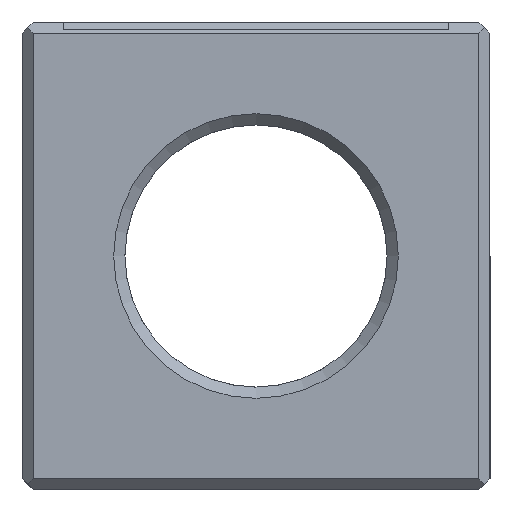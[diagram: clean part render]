
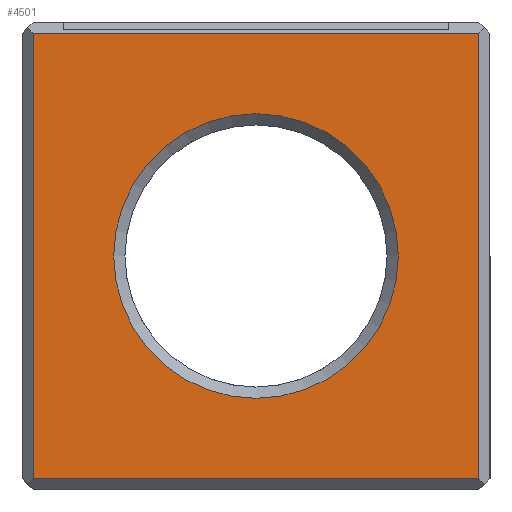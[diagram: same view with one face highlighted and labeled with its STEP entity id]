
A CAD part, left-side view. The second image highlights one B-rep face of the part: STEP entity #4501.
In plain terms, the highlighted planar face has unit normal (-1, 0, 0).
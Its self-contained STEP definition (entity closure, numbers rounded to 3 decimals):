
#72 = PLANE('',#73);
#73 = AXIS2_PLACEMENT_3D('',#74,#75,#76);
#74 = CARTESIAN_POINT('',(0.,0.,0.3));
#75 = DIRECTION('',(-0.707,0.,-0.707)
  );
#76 = DIRECTION('',(0.707,0.,-0.707));
#957 = PLANE('',#958);
#958 = AXIS2_PLACEMENT_3D('',#959,#960,#961);
#959 = CARTESIAN_POINT('',(0.3,12.5,0.));
#960 = DIRECTION('',(0.707,-0.707,0.));
#961 = DIRECTION('',(-0.707,-0.707,0.));
#1188 = PLANE('',#1189);
#1189 = AXIS2_PLACEMENT_3D('',#1190,#1191,#1192);
#1190 = CARTESIAN_POINT('',(0.3,0.,0.));
#1191 = DIRECTION('',(-0.707,-0.707,0.));
#1192 = DIRECTION('',(-0.707,0.707,0.));
#1256 = VERTEX_POINT('',#1257);
#1257 = CARTESIAN_POINT('',(0.,0.3,0.3));
#1278 = EDGE_CURVE('',#1256,#1279,#1281,.T.);
#1279 = VERTEX_POINT('',#1280);
#1280 = CARTESIAN_POINT('',(0.,12.2,0.3));
#1281 = SURFACE_CURVE('',#1282,(#1286,#1293),.PCURVE_S1.);
#1282 = LINE('',#1283,#1284);
#1283 = CARTESIAN_POINT('',(0.,0.,0.3));
#1284 = VECTOR('',#1285,1.);
#1285 = DIRECTION('',(0.,1.,0.));
#1286 = PCURVE('',#72,#1287);
#1287 = DEFINITIONAL_REPRESENTATION('',(#1288),#1292);
#1288 = LINE('',#1289,#1290);
#1289 = CARTESIAN_POINT('',(0.,0.));
#1290 = VECTOR('',#1291,1.);
#1291 = DIRECTION('',(0.,-1.));
#1292 = ( GEOMETRIC_REPRESENTATION_CONTEXT(2) 
PARAMETRIC_REPRESENTATION_CONTEXT() REPRESENTATION_CONTEXT('2D SPACE',''
  ) );
#1293 = PCURVE('',#1294,#1299);
#1294 = PLANE('',#1295);
#1295 = AXIS2_PLACEMENT_3D('',#1296,#1297,#1298);
#1296 = CARTESIAN_POINT('',(0.,12.5,0.));
#1297 = DIRECTION('',(1.,0.,0.));
#1298 = DIRECTION('',(0.,-1.,0.));
#1299 = DEFINITIONAL_REPRESENTATION('',(#1300),#1304);
#1300 = LINE('',#1301,#1302);
#1301 = CARTESIAN_POINT('',(12.5,-0.3));
#1302 = VECTOR('',#1303,1.);
#1303 = DIRECTION('',(-1.,0.));
#1304 = ( GEOMETRIC_REPRESENTATION_CONTEXT(2) 
PARAMETRIC_REPRESENTATION_CONTEXT() REPRESENTATION_CONTEXT('2D SPACE',''
  ) );
#3403 = VERTEX_POINT('',#3404);
#3404 = CARTESIAN_POINT('',(0.,12.2,12.2));
#3418 = PLANE('',#3419);
#3419 = AXIS2_PLACEMENT_3D('',#3420,#3421,#3422);
#3420 = CARTESIAN_POINT('',(0.3,0.,12.5));
#3421 = DIRECTION('',(-0.707,0.,0.707
    ));
#3422 = DIRECTION('',(-0.707,0.,-0.707
    ));
#3430 = EDGE_CURVE('',#1279,#3403,#3431,.T.);
#3431 = SURFACE_CURVE('',#3432,(#3436,#3443),.PCURVE_S1.);
#3432 = LINE('',#3433,#3434);
#3433 = CARTESIAN_POINT('',(0.,12.2,0.));
#3434 = VECTOR('',#3435,1.);
#3435 = DIRECTION('',(0.,0.,1.));
#3436 = PCURVE('',#957,#3437);
#3437 = DEFINITIONAL_REPRESENTATION('',(#3438),#3442);
#3438 = LINE('',#3439,#3440);
#3439 = CARTESIAN_POINT('',(0.424,0.));
#3440 = VECTOR('',#3441,1.);
#3441 = DIRECTION('',(0.,-1.));
#3442 = ( GEOMETRIC_REPRESENTATION_CONTEXT(2) 
PARAMETRIC_REPRESENTATION_CONTEXT() REPRESENTATION_CONTEXT('2D SPACE',''
  ) );
#3443 = PCURVE('',#1294,#3444);
#3444 = DEFINITIONAL_REPRESENTATION('',(#3445),#3449);
#3445 = LINE('',#3446,#3447);
#3446 = CARTESIAN_POINT('',(0.3,0.));
#3447 = VECTOR('',#3448,1.);
#3448 = DIRECTION('',(0.,-1.));
#3449 = ( GEOMETRIC_REPRESENTATION_CONTEXT(2) 
PARAMETRIC_REPRESENTATION_CONTEXT() REPRESENTATION_CONTEXT('2D SPACE',''
  ) );
#4458 = VERTEX_POINT('',#4459);
#4459 = CARTESIAN_POINT('',(0.,0.3,12.2));
#4480 = EDGE_CURVE('',#1256,#4458,#4481,.T.);
#4481 = SURFACE_CURVE('',#4482,(#4486,#4493),.PCURVE_S1.);
#4482 = LINE('',#4483,#4484);
#4483 = CARTESIAN_POINT('',(0.,0.3,0.));
#4484 = VECTOR('',#4485,1.);
#4485 = DIRECTION('',(0.,0.,1.));
#4486 = PCURVE('',#1188,#4487);
#4487 = DEFINITIONAL_REPRESENTATION('',(#4488),#4492);
#4488 = LINE('',#4489,#4490);
#4489 = CARTESIAN_POINT('',(0.424,0.));
#4490 = VECTOR('',#4491,1.);
#4491 = DIRECTION('',(0.,-1.));
#4492 = ( GEOMETRIC_REPRESENTATION_CONTEXT(2) 
PARAMETRIC_REPRESENTATION_CONTEXT() REPRESENTATION_CONTEXT('2D SPACE',''
  ) );
#4493 = PCURVE('',#1294,#4494);
#4494 = DEFINITIONAL_REPRESENTATION('',(#4495),#4499);
#4495 = LINE('',#4496,#4497);
#4496 = CARTESIAN_POINT('',(12.2,0.));
#4497 = VECTOR('',#4498,1.);
#4498 = DIRECTION('',(0.,-1.));
#4499 = ( GEOMETRIC_REPRESENTATION_CONTEXT(2) 
PARAMETRIC_REPRESENTATION_CONTEXT() REPRESENTATION_CONTEXT('2D SPACE',''
  ) );
#4501 = ADVANCED_FACE('',(#4502,#4528),#1294,.F.);
#4502 = FACE_BOUND('',#4503,.F.);
#4503 = EDGE_LOOP('',(#4504,#4505,#4506,#4507));
#4504 = ORIENTED_EDGE('',*,*,#4480,.F.);
#4505 = ORIENTED_EDGE('',*,*,#1278,.T.);
#4506 = ORIENTED_EDGE('',*,*,#3430,.T.);
#4507 = ORIENTED_EDGE('',*,*,#4508,.F.);
#4508 = EDGE_CURVE('',#4458,#3403,#4509,.T.);
#4509 = SURFACE_CURVE('',#4510,(#4514,#4521),.PCURVE_S1.);
#4510 = LINE('',#4511,#4512);
#4511 = CARTESIAN_POINT('',(0.,0.,12.2));
#4512 = VECTOR('',#4513,1.);
#4513 = DIRECTION('',(0.,1.,0.));
#4514 = PCURVE('',#1294,#4515);
#4515 = DEFINITIONAL_REPRESENTATION('',(#4516),#4520);
#4516 = LINE('',#4517,#4518);
#4517 = CARTESIAN_POINT('',(12.5,-12.2));
#4518 = VECTOR('',#4519,1.);
#4519 = DIRECTION('',(-1.,0.));
#4520 = ( GEOMETRIC_REPRESENTATION_CONTEXT(2) 
PARAMETRIC_REPRESENTATION_CONTEXT() REPRESENTATION_CONTEXT('2D SPACE',''
  ) );
#4521 = PCURVE('',#3418,#4522);
#4522 = DEFINITIONAL_REPRESENTATION('',(#4523),#4527);
#4523 = LINE('',#4524,#4525);
#4524 = CARTESIAN_POINT('',(0.424,0.));
#4525 = VECTOR('',#4526,1.);
#4526 = DIRECTION('',(0.,-1.));
#4527 = ( GEOMETRIC_REPRESENTATION_CONTEXT(2) 
PARAMETRIC_REPRESENTATION_CONTEXT() REPRESENTATION_CONTEXT('2D SPACE',''
  ) );
#4528 = FACE_BOUND('',#4529,.F.);
#4529 = EDGE_LOOP('',(#4530));
#4530 = ORIENTED_EDGE('',*,*,#4531,.T.);
#4531 = EDGE_CURVE('',#4532,#4532,#4534,.T.);
#4532 = VERTEX_POINT('',#4533);
#4533 = CARTESIAN_POINT('',(0.,2.45,6.25));
#4534 = SURFACE_CURVE('',#4535,(#4540,#4551),.PCURVE_S1.);
#4535 = CIRCLE('',#4536,3.8);
#4536 = AXIS2_PLACEMENT_3D('',#4537,#4538,#4539);
#4537 = CARTESIAN_POINT('',(0.,6.25,6.25));
#4538 = DIRECTION('',(-1.,0.,0.));
#4539 = DIRECTION('',(0.,-1.,0.));
#4540 = PCURVE('',#1294,#4541);
#4541 = DEFINITIONAL_REPRESENTATION('',(#4542),#4550);
#4542 = ( BOUNDED_CURVE() B_SPLINE_CURVE(2,(#4543,#4544,#4545,#4546,
#4547,#4548,#4549),.UNSPECIFIED.,.T.,.F.) B_SPLINE_CURVE_WITH_KNOTS((1,2
    ,2,2,2,1),(-2.094,0.,2.094,4.189,
6.283,8.378),.UNSPECIFIED.) CURVE() 
GEOMETRIC_REPRESENTATION_ITEM() RATIONAL_B_SPLINE_CURVE((1.,0.5,1.,0.5,
1.,0.5,1.)) REPRESENTATION_ITEM('') );
#4543 = CARTESIAN_POINT('',(10.05,-6.25));
#4544 = CARTESIAN_POINT('',(10.05,-12.832));
#4545 = CARTESIAN_POINT('',(4.35,-9.541));
#4546 = CARTESIAN_POINT('',(-1.35,-6.25));
#4547 = CARTESIAN_POINT('',(4.35,-2.959));
#4548 = CARTESIAN_POINT('',(10.05,0.332));
#4549 = CARTESIAN_POINT('',(10.05,-6.25));
#4550 = ( GEOMETRIC_REPRESENTATION_CONTEXT(2) 
PARAMETRIC_REPRESENTATION_CONTEXT() REPRESENTATION_CONTEXT('2D SPACE',''
  ) );
#4551 = PCURVE('',#4552,#4557);
#4552 = CONICAL_SURFACE('',#4553,3.5,0.785);
#4553 = AXIS2_PLACEMENT_3D('',#4554,#4555,#4556);
#4554 = CARTESIAN_POINT('',(0.3,6.25,6.25));
#4555 = DIRECTION('',(-1.,-0.,-0.));
#4556 = DIRECTION('',(0.,-1.,0.));
#4557 = DEFINITIONAL_REPRESENTATION('',(#4558),#4562);
#4558 = LINE('',#4559,#4560);
#4559 = CARTESIAN_POINT('',(0.,0.3));
#4560 = VECTOR('',#4561,1.);
#4561 = DIRECTION('',(1.,0.));
#4562 = ( GEOMETRIC_REPRESENTATION_CONTEXT(2) 
PARAMETRIC_REPRESENTATION_CONTEXT() REPRESENTATION_CONTEXT('2D SPACE',''
  ) );
